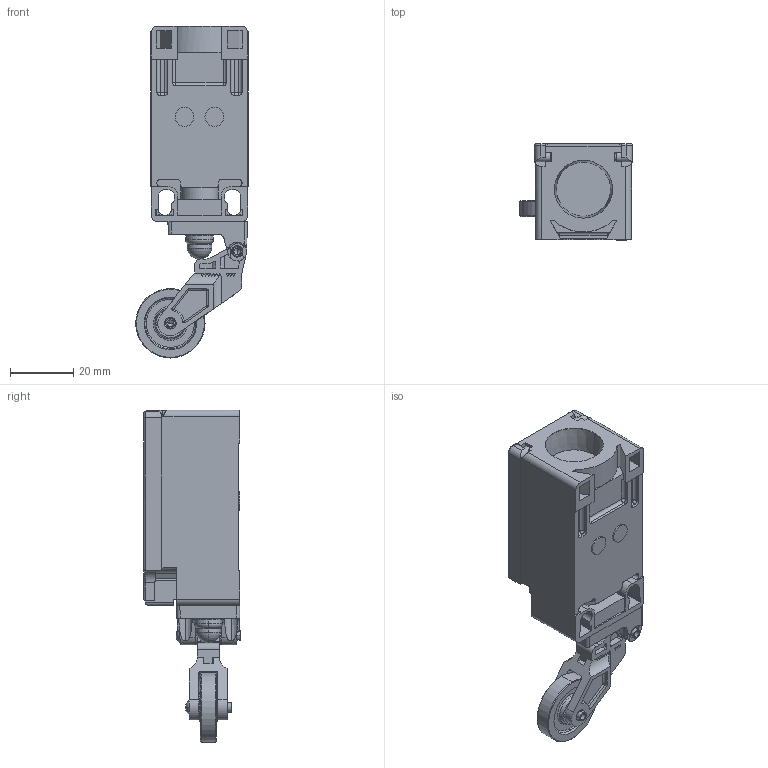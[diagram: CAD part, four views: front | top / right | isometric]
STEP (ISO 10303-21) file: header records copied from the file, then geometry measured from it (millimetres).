
FILE_DESCRIPTION((''),'2;1');
FILE_NAME('212891_ASM','2019-12-23T10:01:29',('PDMAdmin'),('BANNER ENGINEERING'),'CREO PARAMETRIC BY PTC INC, 2019292','CREO PARAMETRIC BY PTC INC, 2019292','');
FILE_SCHEMA(('CONFIG_CONTROL_DESIGN'));
Length unit declared in the file: millimetre
Products named in the file (5): SI-LS31L22X_BODY; SI-LS31L22X_ROLLER_ARM; SI-LS31L22X_ROLLER; 93029---SI-LS31L22F_ASM; 212891_ASM
Assembly tree (4 placements, depth 3):
  212891_ASM
    93029---SI-LS31L22F_ASM
      SI-LS31L22X_BODY
      SI-LS31L22X_ROLLER_ARM
      SI-LS31L22X_ROLLER
Bounding box: 35.73 x 30.46 x 105.29 mm (x, y, z)
Volume: 55098.5 mm3; surface area: 18937.5 mm2
Topology: 3 solids, 3 shells, 896 faces, 2484 edges, 1567 vertices
Faces by surface type: plane 491, cylinder 243, cone 85, torus 38, sphere 24, bspline 8, extrusion 7
Entity records: 29735 total; most frequent: CARTESIAN_POINT 6740, ORIENTED_EDGE 4896, DIRECTION 4734, EDGE_CURVE 2448, AXIS2_PLACEMENT_3D 1648, VERTEX_POINT 1571, VECTOR 1438, LINE 1431
